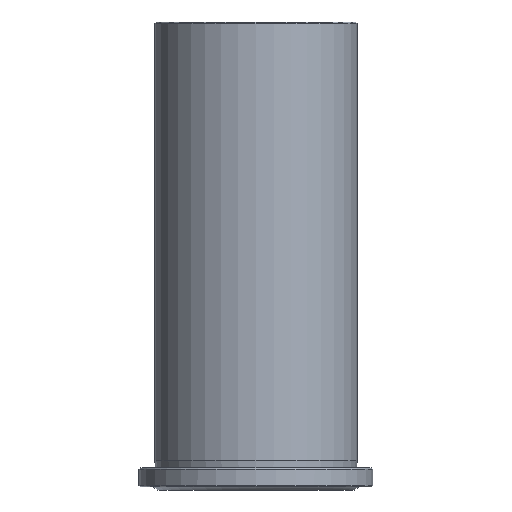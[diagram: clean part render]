
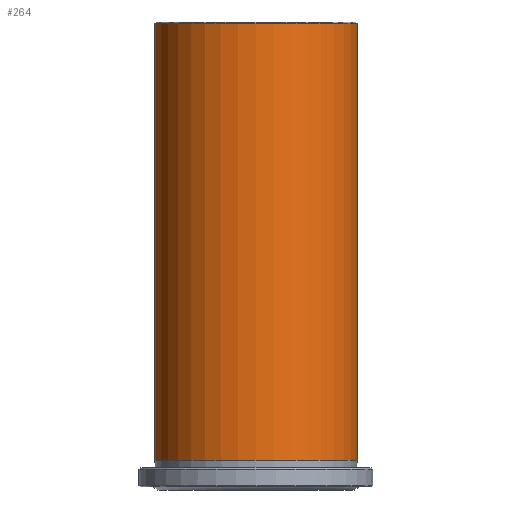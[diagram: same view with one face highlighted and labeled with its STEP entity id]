
A CAD part, left-side view. The second image highlights one B-rep face of the part: STEP entity #264.
In plain terms, the highlighted cylindrical face has radius 16 mm (diameter 32 mm), a partial arc.
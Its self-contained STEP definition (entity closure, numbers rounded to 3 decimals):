
#142=EDGE_CURVE('NONE',#176,#278,#378,.T.);
#176=VERTEX_POINT('NONE',#414);
#208=EDGE_CURVE('NONE',#278,#226,#451,.T.);
#226=VERTEX_POINT('NONE',#472);
#236=VERTEX_POINT('NONE',#483);
#264=ADVANCED_FACE('NONE',(#515),#516,.T.);
#278=VERTEX_POINT('NONE',#531);
#324=EDGE_CURVE('NONE',#176,#236,#585,.T.);
#340=EDGE_CURVE('NONE',#236,#226,#602,.T.);
#378=LINE('',#636,#637);
#414=CARTESIAN_POINT('',(0.0,-16.0,73.8));
#451=CIRCLE('',#733,16.0);
#472=CARTESIAN_POINT('',(0.0,16.0,4.697));
#483=CARTESIAN_POINT('',(0.,16.0,73.8));
#515=FACE_OUTER_BOUND('',#807,.T.);
#516=CYLINDRICAL_SURFACE('',#808,16.0);
#531=CARTESIAN_POINT('',(0.,-16.0,4.697));
#585=CIRCLE('',#899,16.0);
#602=LINE('',#920,#921);
#636=CARTESIAN_POINT('',(0.0,-16.0,-12.958));
#637=VECTOR('',#955,1000.0);
#733=AXIS2_PLACEMENT_3D('',#1055,#1056,#1057);
#807=EDGE_LOOP('',(#1143,#1144,#1145,#1146));
#808=AXIS2_PLACEMENT_3D('',#1147,#1148,#1149);
#899=AXIS2_PLACEMENT_3D('',#1234,#1235,#1236);
#920=CARTESIAN_POINT('',(0.,16.0,-12.958));
#921=VECTOR('',#1254,1000.0);
#955=DIRECTION('',(0.0,0.0,-1.0));
#1055=CARTESIAN_POINT('',(0.0,0.0,4.697));
#1056=DIRECTION('',(0.0,0.0,-1.0));
#1057=DIRECTION('',(0.0,-1.0,0.0));
#1143=ORIENTED_EDGE('',*,*,#324,.T.);
#1144=ORIENTED_EDGE('',*,*,#340,.T.);
#1145=ORIENTED_EDGE('',*,*,#208,.F.);
#1146=ORIENTED_EDGE('',*,*,#142,.F.);
#1147=CARTESIAN_POINT('',(0.0,0.0,-12.958));
#1148=DIRECTION('',(0.0,-0.0,-1.0));
#1149=DIRECTION('',(0.0,-1.0,0.0));
#1234=CARTESIAN_POINT('',(0.0,0.0,73.8));
#1235=DIRECTION('',(0.0,0.0,-1.0));
#1236=DIRECTION('',(0.0,1.0,0.0));
#1254=DIRECTION('',(0.0,0.0,-1.0));
